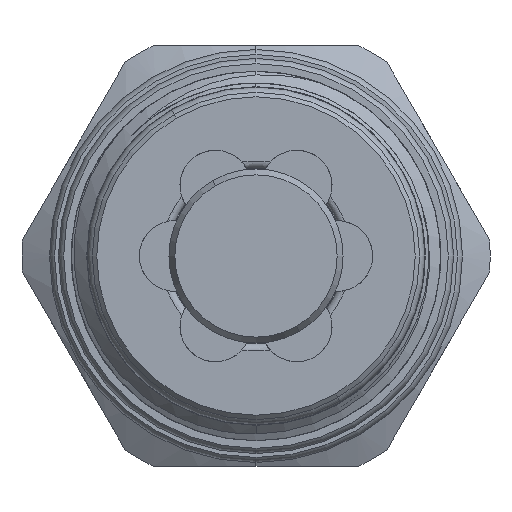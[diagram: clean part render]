
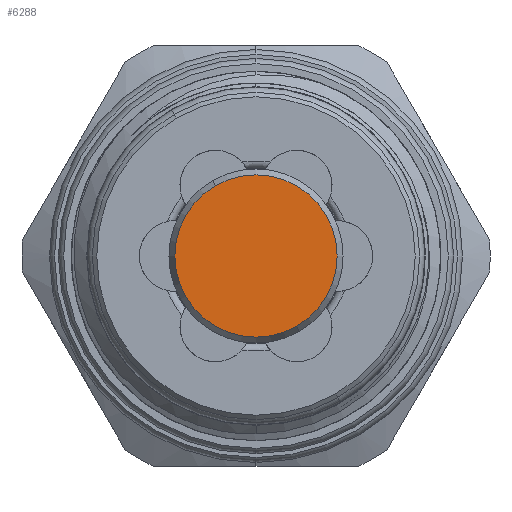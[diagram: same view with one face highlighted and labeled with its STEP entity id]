
A CAD part, left-side view. The second image highlights one B-rep face of the part: STEP entity #6288.
In plain terms, the highlighted planar face has unit normal (-1, 0, 0).
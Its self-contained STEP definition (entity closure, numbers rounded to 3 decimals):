
#959 = CARTESIAN_POINT ( 'NONE',  ( -85.65, 0., 0. ) ) ;
#961 = PLANE ( 'NONE',  #13590 ) ;
#963 = DIRECTION ( 'NONE',  ( -1., 0., 0. ) ) ;
#964 = DIRECTION ( 'NONE',  ( 0., 0.5, 0.866 ) ) ;
#1799 = EDGE_CURVE ( 'NONE', #12410, #12418, #10775, .T. ) ;
#2151 = EDGE_CURVE ( 'NONE', #12418, #12410, #10414, .T. ) ;
#2601 = DIRECTION ( 'NONE',  ( 0., 0.5, 0.866 ) ) ;
#2708 = DIRECTION ( 'NONE',  ( -1., 0., 0. ) ) ;
#2723 = CARTESIAN_POINT ( 'NONE',  ( -85.65, 0., 0. ) ) ;
#3384 = AXIS2_PLACEMENT_3D ( 'NONE', #12255, #12256, #12257 ) ;
#3575 = AXIS2_PLACEMENT_3D ( 'NONE', #2723, #2708, #2601 ) ;
#6038 = CARTESIAN_POINT ( 'NONE',  ( -85.65, 2.755, 4.773 ) ) ;
#6046 = CARTESIAN_POINT ( 'NONE',  ( -85.65, -2.755, -4.773 ) ) ;
#6288 = ADVANCED_FACE ( 'NONE', ( #13120 ), #961, .T. ) ;
#6773 = EDGE_LOOP ( 'NONE', ( #12741, #12730 ) ) ;
#10414 = CIRCLE ( 'NONE', #3575, 5.511 ) ;
#10775 = CIRCLE ( 'NONE', #3384, 5.511 ) ;
#12255 = CARTESIAN_POINT ( 'NONE',  ( -85.65, 0., 0. ) ) ;
#12256 = DIRECTION ( 'NONE',  ( -1., 0., 0. ) ) ;
#12257 = DIRECTION ( 'NONE',  ( 0., 0.5, 0.866 ) ) ;
#12410 = VERTEX_POINT ( 'NONE', #6038 ) ;
#12418 = VERTEX_POINT ( 'NONE', #6046 ) ;
#12730 = ORIENTED_EDGE ( 'NONE', *, *, #1799, .T. ) ;
#12741 = ORIENTED_EDGE ( 'NONE', *, *, #2151, .T. ) ;
#13120 = FACE_OUTER_BOUND ( 'NONE', #6773, .T. ) ;
#13590 = AXIS2_PLACEMENT_3D ( 'NONE', #959, #963, #964 ) ;
